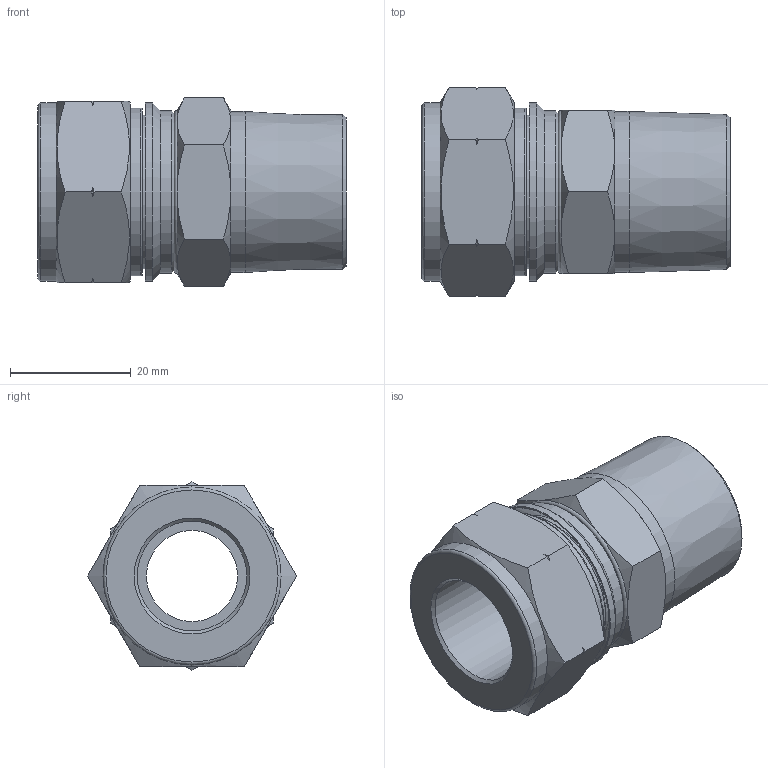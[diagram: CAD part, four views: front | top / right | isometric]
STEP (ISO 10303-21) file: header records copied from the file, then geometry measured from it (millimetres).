
FILE_DESCRIPTION(/* description */ (''),/* implementation_level */ '2;1');
FILE_NAME(/* name */ 'SMCI-18M-12N.stp',/* time_stamp */ '2022-05-13T08:44:03+09:00',/* author */ ('user'),/* organization */ (''),/* preprocessor_version */ 'ST-DEVELOPER v18.1',/* originating_system */ 'Autodesk Inventor 2022',/* authorisation */ '');
FILE_SCHEMA (('AUTOMOTIVE_DESIGN { 1 0 10303 214 3 1 1 }'));
Length unit declared in the file: millimetre
Products named in the file (1): SMC-18M-12R
Bounding box: 51.04 x 34.64 x 31.18 mm (x, y, z)
Volume: 20686.6 mm3; surface area: 9424.9 mm2
Topology: 1 solids, 1 shells, 71 faces, 157 edges, 96 vertices
Faces by surface type: cone 35, plane 22, cylinder 11, torus 3
Full cylindrical faces by diameter (mm): 15.1 x1, 18.15 x1, 18.2 x1, 23.7 x1, 24.2 x1, 25.4 x1, 26.67 x1, 26.9 x1, 27.8 x1, 29.5 x2
Entity records: 1925 total; most frequent: CARTESIAN_POINT 445, ORIENTED_EDGE 314, DIRECTION 298, EDGE_CURVE 157, AXIS2_PLACEMENT_3D 129, VERTEX_POINT 96, EDGE_LOOP 81, FACE_OUTER_BOUND 71
